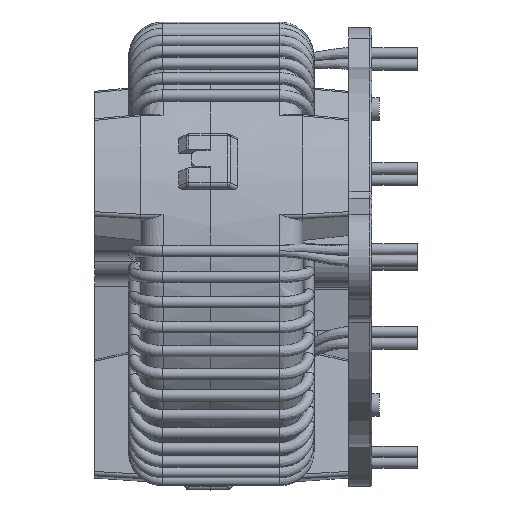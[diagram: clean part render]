
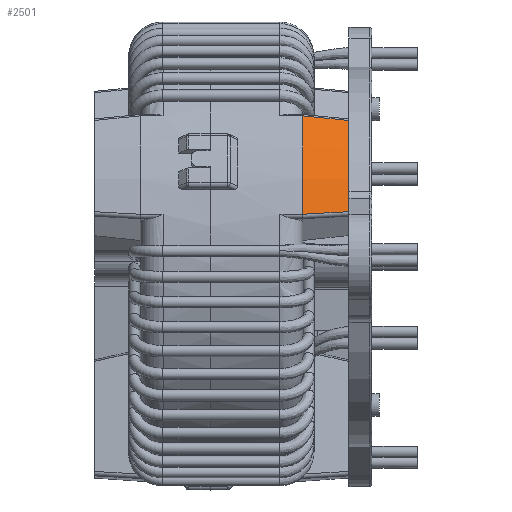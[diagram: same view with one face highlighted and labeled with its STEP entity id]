
A CAD part, left-side view. The second image highlights one B-rep face of the part: STEP entity #2501.
In plain terms, the highlighted conical face has half-angle 4 degrees and reference radius 29.34 mm.
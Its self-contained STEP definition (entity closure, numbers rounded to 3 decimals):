
#2501 = ADVANCED_FACE( '', ( #5409 ), #5410, .T. );
#5409 = FACE_OUTER_BOUND( '', #15272, .T. );
#5410 = CONICAL_SURFACE( '', #15273, 29.34, 0.07 );
#15272 = EDGE_LOOP( '', ( #24028, #24029, #24030, #24031 ) );
#15273 = AXIS2_PLACEMENT_3D( '', #24032, #24033, #24034 );
#24028 = ORIENTED_EDGE( '', *, *, #29647, .T. );
#24029 = ORIENTED_EDGE( '', *, *, #28622, .F. );
#24030 = ORIENTED_EDGE( '', *, *, #30037, .F. );
#24031 = ORIENTED_EDGE( '', *, *, #27832, .F. );
#24032 = CARTESIAN_POINT( '', ( 0., -3., 0. ) );
#24033 = DIRECTION( '', ( 0., 1., 0. ) );
#24034 = DIRECTION( '', ( 1., 0., 0. ) );
#27832 = EDGE_CURVE( '', #31885, #31886, #31887, .T. );
#28622 = EDGE_CURVE( '', #31932, #33170, #33171, .T. );
#29647 = EDGE_CURVE( '', #31885, #33170, #34683, .T. );
#30037 = EDGE_CURVE( '', #31886, #31932, #35183, .T. );
#31885 = VERTEX_POINT( '', #37871 );
#31886 = VERTEX_POINT( '', #37872 );
#31887 = B_SPLINE_CURVE_WITH_KNOTS( '', 3, ( #37873, #37874, #37875, #37876, #37877, #37878, #37879 ), .UNSPECIFIED., .F., .F., ( 4, 1, 1, 1, 4 ), ( 0., 0.25, 0.5, 0.754, 1. ), .UNSPECIFIED. );
#31932 = VERTEX_POINT( '', #37945 );
#33170 = VERTEX_POINT( '', #40058 );
#33171 = B_SPLINE_CURVE_WITH_KNOTS( '', 3, ( #40059, #40060, #40061, #40062, #40063, #40064, #40065 ), .UNSPECIFIED., .F., .F., ( 4, 1, 1, 1, 4 ), ( 0., 0.246, 0.5, 0.75, 1. ), .UNSPECIFIED. );
#34683 = CIRCLE( '', #42464, 29.13 );
#35183 = CIRCLE( '', #43246, 29.55 );
#37871 = CARTESIAN_POINT( '', ( -19.927, -6., 21.249 ) );
#37872 = CARTESIAN_POINT( '', ( -20.533, 0., 21.251 ) );
#37873 = CARTESIAN_POINT( '', ( -19.927, -6., 21.249 ) );
#37874 = CARTESIAN_POINT( '', ( -19.978, -5.5, 21.248 ) );
#37875 = CARTESIAN_POINT( '', ( -20.08, -4.499, 21.248 ) );
#37876 = CARTESIAN_POINT( '', ( -20.231, -2.99, 21.25 ) );
#37877 = CARTESIAN_POINT( '', ( -20.381, -1.49, 21.252 ) );
#37878 = CARTESIAN_POINT( '', ( -20.483, -0.491, 21.251 ) );
#37879 = CARTESIAN_POINT( '', ( -20.533, 0., 21.251 ) );
#37945 = CARTESIAN_POINT( '', ( -8.138, 0., 28.407 ) );
#40058 = CARTESIAN_POINT( '', ( -8.438, -6., 27.882 ) );
#40059 = CARTESIAN_POINT( '', ( -8.138, 0., 28.408 ) );
#40060 = CARTESIAN_POINT( '', ( -8.163, -0.491, 28.364 ) );
#40061 = CARTESIAN_POINT( '', ( -8.214, -1.49, 28.277 ) );
#40062 = CARTESIAN_POINT( '', ( -8.287, -2.99, 28.146 ) );
#40063 = CARTESIAN_POINT( '', ( -8.362, -4.499, 28.014 ) );
#40064 = CARTESIAN_POINT( '', ( -8.413, -5.5, 27.926 ) );
#40065 = CARTESIAN_POINT( '', ( -8.438, -6., 27.882 ) );
#42464 = AXIS2_PLACEMENT_3D( '', #47475, #47476, #47477 );
#43246 = AXIS2_PLACEMENT_3D( '', #47869, #47870, #47871 );
#47475 = CARTESIAN_POINT( '', ( 0., -6., 0. ) );
#47476 = DIRECTION( '', ( 0., 1., 0. ) );
#47477 = DIRECTION( '', ( -0.684, 0., 0.729 ) );
#47869 = CARTESIAN_POINT( '', ( 0., 0., 0. ) );
#47870 = DIRECTION( '', ( 0., 1., 0. ) );
#47871 = DIRECTION( '', ( -0.695, 0., 0.719 ) );
